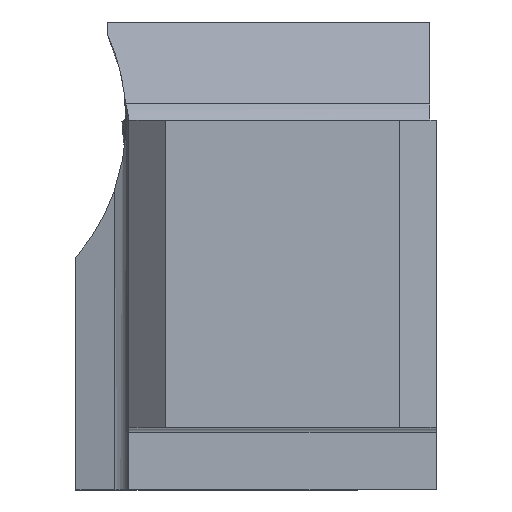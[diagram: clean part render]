
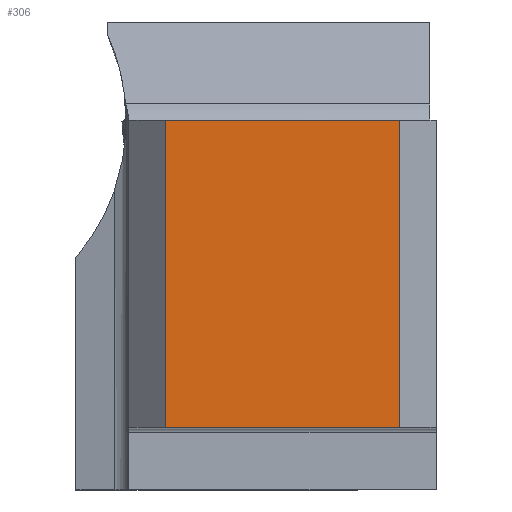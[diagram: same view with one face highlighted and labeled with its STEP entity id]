
A CAD part, top view. The second image highlights one B-rep face of the part: STEP entity #306.
In plain terms, the highlighted planar face has unit normal (0, 0, 1).
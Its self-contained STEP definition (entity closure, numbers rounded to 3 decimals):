
#306=ADVANCED_FACE('CU_BACK_SU1',(#456),#407,.F.);
#407=PLANE('',#2001);
#456=FACE_OUTER_BOUND('',#560,.T.);
#560=EDGE_LOOP('',(#718,#719,#720,#721));
#718=ORIENTED_EDGE('',*,*,#1419,.F.);
#719=ORIENTED_EDGE('',*,*,#1420,.T.);
#720=ORIENTED_EDGE('',*,*,#1421,.T.);
#721=ORIENTED_EDGE('',*,*,#1368,.F.);
#1198=VERTEX_POINT('',#2627);
#1199=VERTEX_POINT('',#2629);
#1241=VERTEX_POINT('',#2772);
#1242=VERTEX_POINT('',#2774);
#1368=EDGE_CURVE('',#1198,#1199,#1638,.T.);
#1419=EDGE_CURVE('',#1241,#1198,#1670,.T.);
#1420=EDGE_CURVE('',#1241,#1242,#1671,.T.);
#1421=EDGE_CURVE('',#1242,#1199,#1672,.T.);
#1638=LINE('',#2628,#1777);
#1670=LINE('',#2771,#1809);
#1671=LINE('',#2773,#1810);
#1672=LINE('',#2775,#1811);
#1777=VECTOR('',#2149,1.);
#1809=VECTOR('',#2227,1.);
#1810=VECTOR('',#2228,1.);
#1811=VECTOR('',#2229,1.);
#2001=AXIS2_PLACEMENT_3D('',#2776,#2230,#2231);
#2149=DIRECTION('',(1.,0.,0.));
#2227=DIRECTION('',(0.,1.,0.));
#2228=DIRECTION('',(1.,0.,0.));
#2229=DIRECTION('',(0.,1.,0.));
#2230=DIRECTION('',(0.,0.,-1.));
#2231=DIRECTION('',(-1.,0.,0.));
#2627=CARTESIAN_POINT('',(-22.325,25.325,0.));
#2628=CARTESIAN_POINT('',(-110.,25.325,0.));
#2629=CARTESIAN_POINT('',(-3.,25.325,0.));
#2771=CARTESIAN_POINT('',(-22.325,0.,0.));
#2772=CARTESIAN_POINT('',(-22.325,0.,0.));
#2773=CARTESIAN_POINT('',(-110.,0.,0.));
#2774=CARTESIAN_POINT('',(-3.,0.,0.));
#2775=CARTESIAN_POINT('',(-3.,0.,0.));
#2776=CARTESIAN_POINT('',(17.766,35.325,0.));
